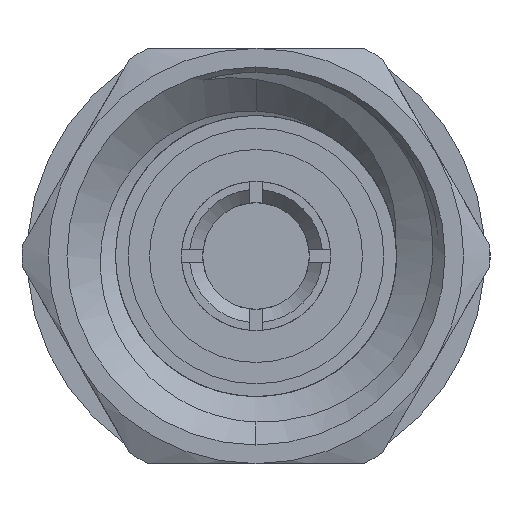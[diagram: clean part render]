
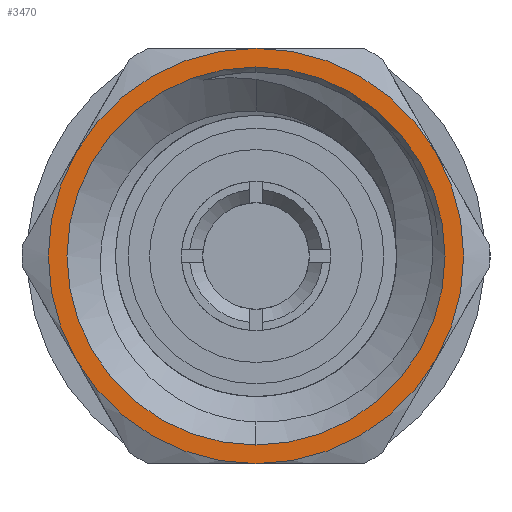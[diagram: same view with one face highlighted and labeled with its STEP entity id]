
A CAD part, left-side view. The second image highlights one B-rep face of the part: STEP entity #3470.
In plain terms, the highlighted planar face has unit normal (-1, 0, 0).
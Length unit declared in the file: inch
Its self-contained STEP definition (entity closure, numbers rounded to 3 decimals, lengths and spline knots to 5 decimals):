
#54 = AXIS2_PLACEMENT_3D ( 'NONE', #2186, #3243, #3956 ) ;
#156 = DIRECTION ( 'NONE',  ( 0., 0., 1. ) ) ;
#250 = ORIENTED_EDGE ( 'NONE', *, *, #3576, .T. ) ;
#287 = DIRECTION ( 'NONE',  ( 0., 0., 1. ) ) ;
#423 = CARTESIAN_POINT ( 'NONE',  ( 0., 0., 0. ) ) ;
#495 = EDGE_CURVE ( 'NONE', #4000, #1271, #3029, .T. ) ;
#520 = DIRECTION ( 'NONE',  ( 0., 0., 1. ) ) ;
#610 = CARTESIAN_POINT ( 'NONE',  ( 0., 0., -0.078 ) ) ;
#687 = DIRECTION ( 'NONE',  ( 0., 0., 1. ) ) ;
#768 = EDGE_CURVE ( 'NONE', #2260, #4000, #4199, .T. ) ;
#1021 = CIRCLE ( 'NONE', #3356, 0.071 ) ;
#1034 = CARTESIAN_POINT ( 'NONE',  ( 0., 0., 0. ) ) ;
#1049 = EDGE_CURVE ( 'NONE', #1723, #2913, #1021, .T. ) ;
#1087 = CARTESIAN_POINT ( 'NONE',  ( 0., 0., 0. ) ) ;
#1181 = ORIENTED_EDGE ( 'NONE', *, *, #4096, .T. ) ;
#1194 = DIRECTION ( 'NONE',  ( -1., 0., 0. ) ) ;
#1229 = AXIS2_PLACEMENT_3D ( 'NONE', #1994, #4603, #520 ) ;
#1239 = AXIS2_PLACEMENT_3D ( 'NONE', #2020, #3513, #156 ) ;
#1271 = VERTEX_POINT ( 'NONE', #3372 ) ;
#1319 = DIRECTION ( 'NONE',  ( 0., 0., -1. ) ) ;
#1336 = VERTEX_POINT ( 'NONE', #3600 ) ;
#1438 = ORIENTED_EDGE ( 'NONE', *, *, #495, .T. ) ;
#1470 = ORIENTED_EDGE ( 'NONE', *, *, #3437, .F. ) ;
#1503 = AXIS2_PLACEMENT_3D ( 'NONE', #1087, #4723, #2870 ) ;
#1568 = ORIENTED_EDGE ( 'NONE', *, *, #2720, .T. ) ;
#1657 = CIRCLE ( 'NONE', #3456, 0.078 ) ;
#1723 = VERTEX_POINT ( 'NONE', #3683 ) ;
#1922 = DIRECTION ( 'NONE',  ( 0., 0., 1. ) ) ;
#1929 = CIRCLE ( 'NONE', #1229, 0.078 ) ;
#1994 = CARTESIAN_POINT ( 'NONE',  ( 0., 0., 0. ) ) ;
#2020 = CARTESIAN_POINT ( 'NONE',  ( 0., 0., 0. ) ) ;
#2186 = CARTESIAN_POINT ( 'NONE',  ( 0., 0., 0. ) ) ;
#2260 = VERTEX_POINT ( 'NONE', #4276 ) ;
#2387 = FACE_BOUND ( 'NONE', #4211, .T. ) ;
#2720 = EDGE_CURVE ( 'NONE', #2854, #2260, #3693, .T. ) ;
#2805 = CARTESIAN_POINT ( 'NONE',  ( 0., 0., 0. ) ) ;
#2822 = ORIENTED_EDGE ( 'NONE', *, *, #3975, .T. ) ;
#2854 = VERTEX_POINT ( 'NONE', #3424 ) ;
#2870 = DIRECTION ( 'NONE',  ( 0., 0., 1. ) ) ;
#2913 = VERTEX_POINT ( 'NONE', #4158 ) ;
#2948 = EDGE_LOOP ( 'NONE', ( #3406, #1438, #250, #2822, #1181, #1568 ) ) ;
#2963 = DIRECTION ( 'NONE',  ( 0., 0., 1. ) ) ;
#3029 = CIRCLE ( 'NONE', #54, 0.078 ) ;
#3146 = AXIS2_PLACEMENT_3D ( 'NONE', #4041, #4836, #687 ) ;
#3243 = DIRECTION ( 'NONE',  ( -1., 0., 0. ) ) ;
#3356 = AXIS2_PLACEMENT_3D ( 'NONE', #1034, #3545, #287 ) ;
#3372 = CARTESIAN_POINT ( 'NONE',  ( 0., -0.06755, -0.039 ) ) ;
#3406 = ORIENTED_EDGE ( 'NONE', *, *, #768, .T. ) ;
#3424 = CARTESIAN_POINT ( 'NONE',  ( 0., 0.06755, 0.039 ) ) ;
#3437 = EDGE_CURVE ( 'NONE', #2913, #1723, #3653, .T. ) ;
#3456 = AXIS2_PLACEMENT_3D ( 'NONE', #3747, #4112, #2963 ) ;
#3470 = ADVANCED_FACE ( 'NONE', ( #2387, #4295 ), #4247, .F. ) ;
#3513 = DIRECTION ( 'NONE',  ( -1., 0., 0. ) ) ;
#3545 = DIRECTION ( 'NONE',  ( -1., 0., 0. ) ) ;
#3576 = EDGE_CURVE ( 'NONE', #1271, #4201, #1929, .T. ) ;
#3600 = CARTESIAN_POINT ( 'NONE',  ( 0., 0., 0.078 ) ) ;
#3613 = CIRCLE ( 'NONE', #1503, 0.078 ) ;
#3653 = CIRCLE ( 'NONE', #4044, 0.071 ) ;
#3683 = CARTESIAN_POINT ( 'NONE',  ( 0., 0., 0.071 ) ) ;
#3693 = CIRCLE ( 'NONE', #3146, 0.078 ) ;
#3747 = CARTESIAN_POINT ( 'NONE',  ( 0., 0., 0. ) ) ;
#3956 = DIRECTION ( 'NONE',  ( 0., 0., 1. ) ) ;
#3975 = EDGE_CURVE ( 'NONE', #4201, #1336, #3613, .T. ) ;
#4000 = VERTEX_POINT ( 'NONE', #610 ) ;
#4039 = AXIS2_PLACEMENT_3D ( 'NONE', #2805, #4656, #1319 ) ;
#4041 = CARTESIAN_POINT ( 'NONE',  ( 0., 0., 0. ) ) ;
#4044 = AXIS2_PLACEMENT_3D ( 'NONE', #423, #1194, #1922 ) ;
#4096 = EDGE_CURVE ( 'NONE', #1336, #2854, #1657, .T. ) ;
#4112 = DIRECTION ( 'NONE',  ( -1., 0., 0. ) ) ;
#4135 = CARTESIAN_POINT ( 'NONE',  ( 0., -0.06755, 0.039 ) ) ;
#4158 = CARTESIAN_POINT ( 'NONE',  ( 0., 0., -0.071 ) ) ;
#4199 = CIRCLE ( 'NONE', #1239, 0.078 ) ;
#4201 = VERTEX_POINT ( 'NONE', #4135 ) ;
#4211 = EDGE_LOOP ( 'NONE', ( #4371, #1470 ) ) ;
#4247 = PLANE ( 'NONE',  #4039 ) ;
#4276 = CARTESIAN_POINT ( 'NONE',  ( 0., 0.06755, -0.039 ) ) ;
#4295 = FACE_OUTER_BOUND ( 'NONE', #2948, .T. ) ;
#4371 = ORIENTED_EDGE ( 'NONE', *, *, #1049, .F. ) ;
#4603 = DIRECTION ( 'NONE',  ( -1., 0., 0. ) ) ;
#4656 = DIRECTION ( 'NONE',  ( 1., 0., 0. ) ) ;
#4723 = DIRECTION ( 'NONE',  ( -1., 0., 0. ) ) ;
#4836 = DIRECTION ( 'NONE',  ( -1., 0., 0. ) ) ;
